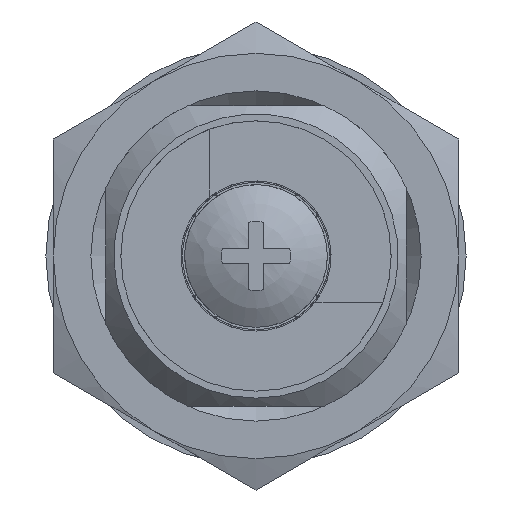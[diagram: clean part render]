
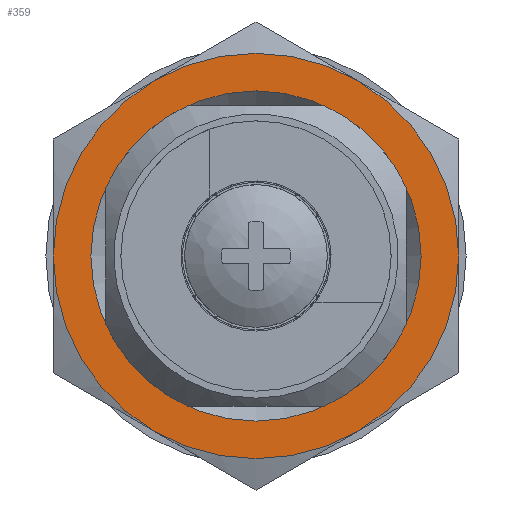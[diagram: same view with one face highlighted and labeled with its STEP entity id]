
A CAD part, front view. The second image highlights one B-rep face of the part: STEP entity #359.
In plain terms, the highlighted planar face has unit normal (0, -1, 0).
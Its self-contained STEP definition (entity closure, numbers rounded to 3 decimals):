
#359 = ADVANCED_FACE( '', ( #711, #712 ), #713, .T. );
#711 = FACE_OUTER_BOUND( '', #1063, .T. );
#712 = FACE_BOUND( '', #1064, .T. );
#713 = PLANE( '', #1065 );
#1063 = EDGE_LOOP( '', ( #1772, #1773, #1774, #1775, #1776, #1777 ) );
#1064 = EDGE_LOOP( '', ( #1778 ) );
#1065 = AXIS2_PLACEMENT_3D( '', #1779, #1780, #1781 );
#1772 = ORIENTED_EDGE( '', *, *, #2123, .T. );
#1773 = ORIENTED_EDGE( '', *, *, #1996, .T. );
#1774 = ORIENTED_EDGE( '', *, *, #2153, .T. );
#1775 = ORIENTED_EDGE( '', *, *, #2237, .T. );
#1776 = ORIENTED_EDGE( '', *, *, #2011, .T. );
#1777 = ORIENTED_EDGE( '', *, *, #2188, .T. );
#1778 = ORIENTED_EDGE( '', *, *, #2072, .F. );
#1779 = CARTESIAN_POINT( '', ( 11., -4.8, 0. ) );
#1780 = DIRECTION( '', ( 0., -1., 0. ) );
#1781 = DIRECTION( '', ( 0., 0., -1. ) );
#1996 = EDGE_CURVE( '', #2330, #2331, #2332, .T. );
#2011 = EDGE_CURVE( '', #2357, #2358, #2359, .T. );
#2072 = EDGE_CURVE( '', #2458, #2458, #2459, .T. );
#2123 = EDGE_CURVE( '', #2538, #2330, #2539, .T. );
#2153 = EDGE_CURVE( '', #2331, #2578, #2579, .T. );
#2188 = EDGE_CURVE( '', #2358, #2538, #2625, .T. );
#2237 = EDGE_CURVE( '', #2578, #2357, #2685, .T. );
#2330 = VERTEX_POINT( '', #2791 );
#2331 = VERTEX_POINT( '', #2792 );
#2332 = CIRCLE( '', #2793, 13.5 );
#2357 = VERTEX_POINT( '', #2833 );
#2358 = VERTEX_POINT( '', #2834 );
#2359 = CIRCLE( '', #2835, 13.5 );
#2458 = VERTEX_POINT( '', #3062 );
#2459 = CIRCLE( '', #3063, 11. );
#2538 = VERTEX_POINT( '', #3168 );
#2539 = CIRCLE( '', #3169, 13.5 );
#2578 = VERTEX_POINT( '', #3228 );
#2579 = CIRCLE( '', #3229, 13.5 );
#2625 = CIRCLE( '', #3292, 13.5 );
#2685 = CIRCLE( '', #3391, 13.5 );
#2791 = CARTESIAN_POINT( '', ( 13.5, -4.8, 0. ) );
#2792 = CARTESIAN_POINT( '', ( 6.75, -4.8, 11.691 ) );
#2793 = AXIS2_PLACEMENT_3D( '', #3491, #3492, #3493 );
#2833 = CARTESIAN_POINT( '', ( -13.5, -4.8, 0. ) );
#2834 = CARTESIAN_POINT( '', ( -6.75, -4.8, -11.691 ) );
#2835 = AXIS2_PLACEMENT_3D( '', #3511, #3512, #3513 );
#3062 = CARTESIAN_POINT( '', ( 0., -4.8, -11. ) );
#3063 = AXIS2_PLACEMENT_3D( '', #3577, #3578, #3579 );
#3168 = CARTESIAN_POINT( '', ( 6.75, -4.8, -11.691 ) );
#3169 = AXIS2_PLACEMENT_3D( '', #3636, #3637, #3638 );
#3228 = CARTESIAN_POINT( '', ( -6.75, -4.8, 11.691 ) );
#3229 = AXIS2_PLACEMENT_3D( '', #3673, #3674, #3675 );
#3292 = AXIS2_PLACEMENT_3D( '', #3722, #3723, #3724 );
#3391 = AXIS2_PLACEMENT_3D( '', #3779, #3780, #3781 );
#3491 = CARTESIAN_POINT( '', ( 0., -4.8, 0. ) );
#3492 = DIRECTION( '', ( 0., -1., 0. ) );
#3493 = DIRECTION( '', ( 0., 0., -1. ) );
#3511 = CARTESIAN_POINT( '', ( 0., -4.8, 0. ) );
#3512 = DIRECTION( '', ( 0., -1., 0. ) );
#3513 = DIRECTION( '', ( 0., 0., -1. ) );
#3577 = CARTESIAN_POINT( '', ( 0., -4.8, 0. ) );
#3578 = DIRECTION( '', ( 0., -1., 0. ) );
#3579 = DIRECTION( '', ( 0., 0., -1. ) );
#3636 = CARTESIAN_POINT( '', ( 0., -4.8, 0. ) );
#3637 = DIRECTION( '', ( 0., -1., 0. ) );
#3638 = DIRECTION( '', ( 0., 0., -1. ) );
#3673 = CARTESIAN_POINT( '', ( 0., -4.8, 0. ) );
#3674 = DIRECTION( '', ( 0., -1., 0. ) );
#3675 = DIRECTION( '', ( 0., 0., -1. ) );
#3722 = CARTESIAN_POINT( '', ( 0., -4.8, 0. ) );
#3723 = DIRECTION( '', ( 0., -1., 0. ) );
#3724 = DIRECTION( '', ( 0., 0., -1. ) );
#3779 = CARTESIAN_POINT( '', ( 0., -4.8, 0. ) );
#3780 = DIRECTION( '', ( 0., -1., 0. ) );
#3781 = DIRECTION( '', ( 0., 0., -1. ) );
